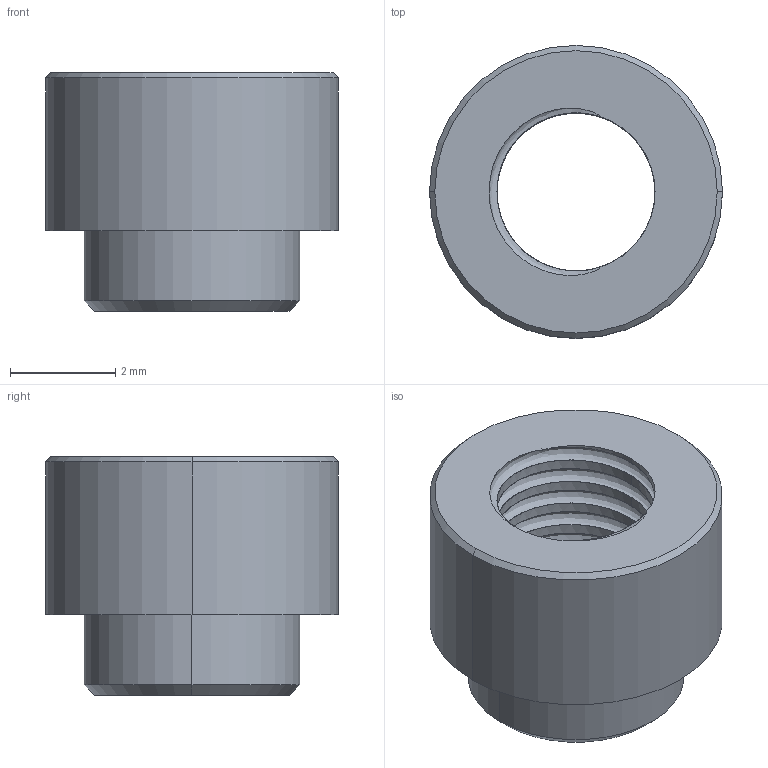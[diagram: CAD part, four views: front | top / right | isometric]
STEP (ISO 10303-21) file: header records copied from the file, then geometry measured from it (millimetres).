
FILE_DESCRIPTION (( 'STEP AP214' ), '1' );
FILE_NAME ('SMD_BD5.6-D4.1.STEP', '2021-10-08T05:33:07', ( 'PC' ), ( 'Microsoft' ), 'SwSTEP 2.0', 'SolidWorks 2018', '' );
FILE_SCHEMA (( 'AUTOMOTIVE_DESIGN' ));
Length unit declared in the file: millimetre
Products named in the file (2): SMD_BD5.6-D4.1
Bounding box: 5.56 x 5.56 x 4.53 mm (x, y, z)
Volume: 57.5 mm3; surface area: 162.5 mm2
Topology: 1 solids, 1 shells, 93 faces, 244 edges, 162 vertices
Faces by surface type: plane 48, cylinder 24, bspline 17, cone 4
Entity records: 8275 total; most frequent: CARTESIAN_POINT 5127, ORIENTED_EDGE 486, DIRECTION 343, EDGE_CURVE 243, VERTEX_POINT 160, VECTOR 155, LINE 155, EDGE_LOOP 103
